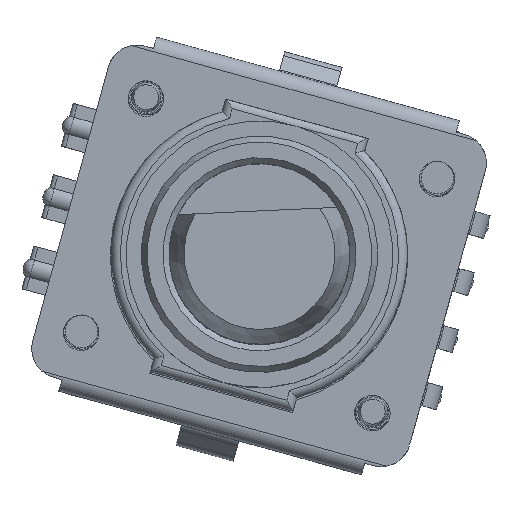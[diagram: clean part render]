
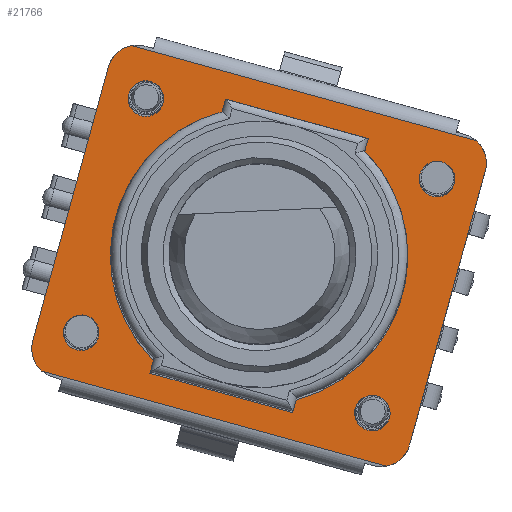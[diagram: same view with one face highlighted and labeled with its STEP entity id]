
A CAD part, top view. The second image highlights one B-rep face of the part: STEP entity #21766.
In plain terms, the highlighted planar face has unit normal (0, 0, 1).
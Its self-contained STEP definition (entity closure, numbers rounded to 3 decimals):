
#99=CARTESIAN_POINT('',(106.695,41.338,39.075));
#100=VERTEX_POINT('',#99);
#107=CARTESIAN_POINT('',(106.812,41.763,39.075));
#108=VERTEX_POINT('',#107);
#109=CARTESIAN_POINT('',(106.812,41.763,39.075));
#110=DIRECTION('',(-0.266,-0.964,0.));
#111=VECTOR('',#110,0.441);
#112=LINE('',#109,#111);
#113=EDGE_CURVE('',#108,#100,#112,.T.);
#21111=CARTESIAN_POINT('',(112.898,50.517,39.075));
#21112=VERTEX_POINT('',#21111);
#21122=CARTESIAN_POINT('',(113.203,49.5,39.075));
#21123=VERTEX_POINT('',#21122);
#21124=CARTESIAN_POINT('',(112.239,49.766,39.075));
#21125=DIRECTION('',(0.,0.,-1.0));
#21126=DIRECTION('',(0.87,0.493,0.));
#21127=AXIS2_PLACEMENT_3D('',#21124,#21125,#21126);
#21128=CIRCLE('',#21127,1.);
#21129=EDGE_CURVE('',#21112,#21123,#21128,.T.);
#21147=CARTESIAN_POINT('',(110.647,40.246,39.075));
#21148=VERTEX_POINT('',#21147);
#21159=CARTESIAN_POINT('',(113.203,49.5,39.075));
#21160=DIRECTION('',(-0.266,-0.964,0.));
#21161=VECTOR('',#21160,9.6);
#21162=LINE('',#21159,#21161);
#21163=EDGE_CURVE('',#21123,#21148,#21162,.T.);
#21173=CARTESIAN_POINT('',(109.864,39.529,39.075));
#21174=VERTEX_POINT('',#21173);
#21187=CARTESIAN_POINT('',(109.683,40.512,39.075));
#21188=DIRECTION('',(0.,0.,-1.));
#21189=DIRECTION('',(0.493,-0.87,0.));
#21190=AXIS2_PLACEMENT_3D('',#21187,#21188,#21189);
#21191=CIRCLE('',#21190,1.);
#21192=EDGE_CURVE('',#21148,#21174,#21191,.T.);
#21203=CARTESIAN_POINT('',(98.227,42.742,39.075));
#21204=VERTEX_POINT('',#21203);
#21205=CARTESIAN_POINT('',(109.864,39.529,39.075));
#21206=DIRECTION('',(-0.964,0.266,0.));
#21207=VECTOR('',#21206,12.072);
#21208=LINE('',#21205,#21207);
#21209=EDGE_CURVE('',#21174,#21204,#21208,.T.);
#21234=CARTESIAN_POINT('',(97.923,43.76,39.075));
#21235=VERTEX_POINT('',#21234);
#21236=CARTESIAN_POINT('',(98.887,43.494,39.075));
#21237=DIRECTION('',(0.,0.,-1.0));
#21238=DIRECTION('',(-0.87,-0.493,0.));
#21239=AXIS2_PLACEMENT_3D('',#21236,#21237,#21238);
#21240=CIRCLE('',#21239,1.);
#21241=EDGE_CURVE('',#21204,#21235,#21240,.T.);
#21260=CARTESIAN_POINT('',(100.479,53.014,39.075));
#21261=VERTEX_POINT('',#21260);
#21262=CARTESIAN_POINT('',(97.923,43.76,39.075));
#21263=DIRECTION('',(0.266,0.964,0.));
#21264=VECTOR('',#21263,9.6);
#21265=LINE('',#21262,#21264);
#21266=EDGE_CURVE('',#21235,#21261,#21265,.T.);
#21285=CARTESIAN_POINT('',(101.262,53.731,39.075));
#21286=VERTEX_POINT('',#21285);
#21299=CARTESIAN_POINT('',(101.443,52.747,39.075));
#21300=DIRECTION('',(0.,0.,-1.0));
#21301=DIRECTION('',(-0.493,0.87,0.));
#21302=AXIS2_PLACEMENT_3D('',#21299,#21300,#21301);
#21303=CIRCLE('',#21302,1.);
#21304=EDGE_CURVE('',#21261,#21286,#21303,.T.);
#21319=CARTESIAN_POINT('',(101.262,53.731,39.075));
#21320=DIRECTION('',(0.964,-0.266,0.));
#21321=VECTOR('',#21320,12.072);
#21322=LINE('',#21319,#21321);
#21323=EDGE_CURVE('',#21286,#21112,#21322,.T.);
#21335=CARTESIAN_POINT('',(99.396,43.457,39.075));
#21336=VERTEX_POINT('',#21335);
#21337=CARTESIAN_POINT('',(99.555,44.035,39.075));
#21338=DIRECTION('',(0.,0.,-1.0));
#21339=DIRECTION('',(0.266,0.964,0.));
#21340=AXIS2_PLACEMENT_3D('',#21337,#21338,#21339);
#21341=CIRCLE('',#21340,0.6);
#21342=EDGE_CURVE('',#21336,#21336,#21341,.T.);
#21356=CARTESIAN_POINT('',(101.579,51.361,39.075));
#21357=VERTEX_POINT('',#21356);
#21358=CARTESIAN_POINT('',(101.738,51.94,39.075));
#21359=DIRECTION('',(0.,0.,-1.0));
#21360=DIRECTION('',(0.266,0.964,0.));
#21361=AXIS2_PLACEMENT_3D('',#21358,#21359,#21360);
#21362=CIRCLE('',#21361,0.6);
#21363=EDGE_CURVE('',#21357,#21357,#21362,.T.);
#21377=CARTESIAN_POINT('',(109.228,40.742,39.075));
#21378=VERTEX_POINT('',#21377);
#21379=CARTESIAN_POINT('',(109.387,41.32,39.075));
#21380=DIRECTION('',(0.,0.,-1.0));
#21381=DIRECTION('',(0.266,0.964,0.));
#21382=AXIS2_PLACEMENT_3D('',#21379,#21380,#21381);
#21383=CIRCLE('',#21382,0.6);
#21384=EDGE_CURVE('',#21378,#21378,#21383,.T.);
#21398=CARTESIAN_POINT('',(111.411,48.646,39.075));
#21399=VERTEX_POINT('',#21398);
#21400=CARTESIAN_POINT('',(111.57,49.224,39.075));
#21401=DIRECTION('',(0.,0.,-1.0));
#21402=DIRECTION('',(0.266,0.964,0.));
#21403=AXIS2_PLACEMENT_3D('',#21400,#21401,#21402);
#21404=CIRCLE('',#21403,0.6);
#21405=EDGE_CURVE('',#21399,#21399,#21404,.T.);
#21428=CARTESIAN_POINT('',(109.133,50.166,39.075));
#21429=VERTEX_POINT('',#21428);
#21436=CARTESIAN_POINT('',(109.25,50.591,39.075));
#21437=VERTEX_POINT('',#21436);
#21438=CARTESIAN_POINT('',(109.25,50.591,39.075));
#21439=DIRECTION('',(-0.266,-0.964,0.));
#21440=VECTOR('',#21439,0.441);
#21441=LINE('',#21438,#21440);
#21442=EDGE_CURVE('',#21437,#21429,#21441,.T.);
#21461=CARTESIAN_POINT('',(104.431,51.922,39.075));
#21462=VERTEX_POINT('',#21461);
#21463=CARTESIAN_POINT('',(104.431,51.922,39.075));
#21464=DIRECTION('',(0.964,-0.266,0.));
#21465=VECTOR('',#21464,5.);
#21466=LINE('',#21463,#21465);
#21467=EDGE_CURVE('',#21462,#21437,#21466,.T.);
#21488=CARTESIAN_POINT('',(104.313,51.497,39.075));
#21489=VERTEX_POINT('',#21488);
#21490=CARTESIAN_POINT('',(104.313,51.497,39.075));
#21491=DIRECTION('',(0.266,0.964,0.));
#21492=VECTOR('',#21491,0.441);
#21493=LINE('',#21490,#21492);
#21494=EDGE_CURVE('',#21489,#21462,#21493,.T.);
#21513=CARTESIAN_POINT('',(101.993,43.094,39.075));
#21514=VERTEX_POINT('',#21513);
#21515=CARTESIAN_POINT('',(105.563,46.63,39.075));
#21516=DIRECTION('',(0.,0.,-1.));
#21517=DIRECTION('',(-0.031,1.,0.));
#21518=AXIS2_PLACEMENT_3D('',#21515,#21516,#21517);
#21519=CIRCLE('',#21518,5.025);
#21520=EDGE_CURVE('',#21514,#21489,#21519,.T.);
#21548=CARTESIAN_POINT('',(101.875,42.669,39.075));
#21549=VERTEX_POINT('',#21548);
#21550=CARTESIAN_POINT('',(101.875,42.669,39.075));
#21551=DIRECTION('',(0.266,0.964,0.));
#21552=VECTOR('',#21551,0.441);
#21553=LINE('',#21550,#21552);
#21554=EDGE_CURVE('',#21549,#21514,#21553,.T.);
#21712=CARTESIAN_POINT('',(105.563,46.63,39.075));
#21713=DIRECTION('',(0.,0.,-1.));
#21714=DIRECTION('',(0.031,-1.,0.));
#21715=AXIS2_PLACEMENT_3D('',#21712,#21713,#21714);
#21716=CIRCLE('',#21715,5.025);
#21717=EDGE_CURVE('',#21429,#108,#21716,.T.);
#21724=CARTESIAN_POINT('',(105.563,46.63,39.075));
#21725=DIRECTION('',(0.0,0.0,1.0));
#21726=DIRECTION('',(-0.266,-0.964,0.0));
#21727=AXIS2_PLACEMENT_3D('',#21724,#21725,#21726);
#21728=PLANE('',#21727);
#21729=ORIENTED_EDGE('',*,*,#21323,.F.);
#21730=ORIENTED_EDGE('',*,*,#21304,.F.);
#21731=ORIENTED_EDGE('',*,*,#21266,.F.);
#21732=ORIENTED_EDGE('',*,*,#21241,.F.);
#21733=ORIENTED_EDGE('',*,*,#21209,.F.);
#21734=ORIENTED_EDGE('',*,*,#21192,.F.);
#21735=ORIENTED_EDGE('',*,*,#21163,.F.);
#21736=ORIENTED_EDGE('',*,*,#21129,.F.);
#21737=EDGE_LOOP('',(#21729,#21730,#21731,#21732,#21733,#21734,#21735,#21736));
#21738=FACE_OUTER_BOUND('',#21737,.T.);
#21739=ORIENTED_EDGE('',*,*,#21717,.T.);
#21740=ORIENTED_EDGE('',*,*,#113,.T.);
#21741=CARTESIAN_POINT('',(106.695,41.338,39.075));
#21742=DIRECTION('',(-0.964,0.266,0.));
#21743=VECTOR('',#21742,5.);
#21744=LINE('',#21741,#21743);
#21745=EDGE_CURVE('',#100,#21549,#21744,.T.);
#21746=ORIENTED_EDGE('',*,*,#21745,.T.);
#21747=ORIENTED_EDGE('',*,*,#21554,.T.);
#21748=ORIENTED_EDGE('',*,*,#21520,.T.);
#21749=ORIENTED_EDGE('',*,*,#21494,.T.);
#21750=ORIENTED_EDGE('',*,*,#21467,.T.);
#21751=ORIENTED_EDGE('',*,*,#21442,.T.);
#21752=EDGE_LOOP('',(#21739,#21740,#21746,#21747,#21748,#21749,#21750,#21751));
#21753=FACE_BOUND('',#21752,.T.);
#21754=ORIENTED_EDGE('',*,*,#21405,.T.);
#21755=EDGE_LOOP('',(#21754));
#21756=FACE_BOUND('',#21755,.T.);
#21757=ORIENTED_EDGE('',*,*,#21384,.T.);
#21758=EDGE_LOOP('',(#21757));
#21759=FACE_BOUND('',#21758,.T.);
#21760=ORIENTED_EDGE('',*,*,#21363,.T.);
#21761=EDGE_LOOP('',(#21760));
#21762=FACE_BOUND('',#21761,.T.);
#21763=ORIENTED_EDGE('',*,*,#21342,.T.);
#21764=EDGE_LOOP('',(#21763));
#21765=FACE_BOUND('',#21764,.T.);
#21766=ADVANCED_FACE('',(#21738,#21753,#21756,#21759,#21762,#21765),#21728,.T.);
